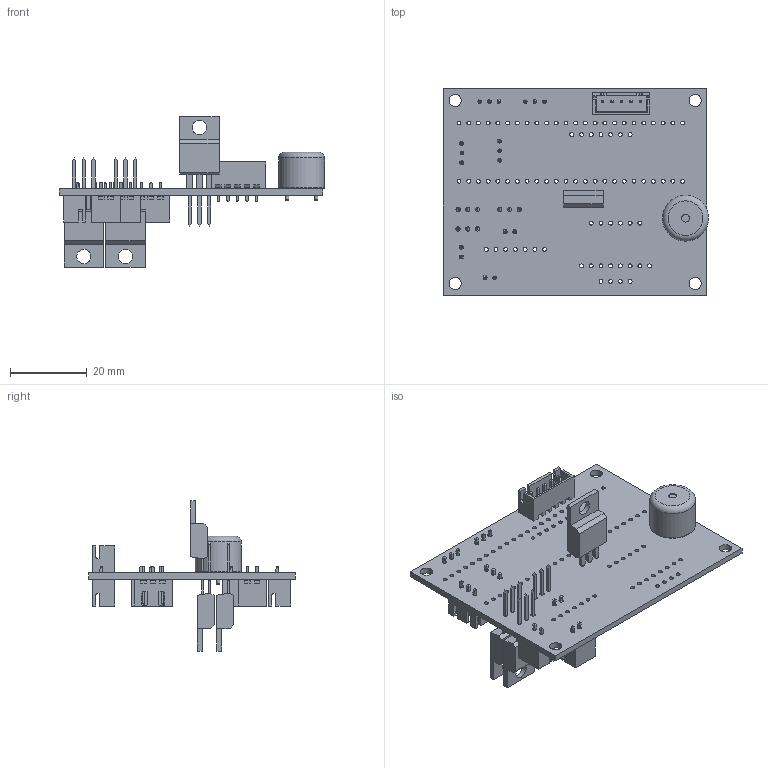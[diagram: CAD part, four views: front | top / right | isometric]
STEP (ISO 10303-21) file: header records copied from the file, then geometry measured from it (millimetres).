
FILE_DESCRIPTION(('KiCad electronic assembly'),'2;1');
FILE_NAME('TADPOL PCB.STEP','2023-11-16T12:11:57',('Pcbnew'),('Kicad'), 'Open CASCADE STEP processor 7.7','KiCad to STEP converter','Unknown' );
FILE_SCHEMA(('AUTOMOTIVE_DESIGN { 1 0 10303 214 1 1 1 1 }'));
Length unit declared in the file: millimetre
Products named in the file (12): TADPOL PCB 1; TO-220-3_Vertical; SOLID; JST_XH_B5B-XH-A_1x05_P2.50mm_Vertical; Buzzer_12x9.5RM7.6; JST_XH_B3B-XH-A_1x03_P2.50mm_Vertical; JST_XH_B2B-XH-A_1x02_P2.50mm_Vertical; TADPOL PCB PCB
Assembly tree (19 placements, depth 3):
  TADPOL PCB 1
    TO-220-3_Vertical  x4
      SOLID
    JST_XH_B5B-XH-A_1x05_P2.50mm_Vertical
      SOLID
    Buzzer_12x9.5RM7.6
      SOLID
    JST_XH_B3B-XH-A_1x03_P2.50mm_Vertical  x4
      SOLID
    JST_XH_B2B-XH-A_1x02_P2.50mm_Vertical  x3
      SOLID
    TADPOL PCB PCB
Bounding box: 69.26 x 53.85 x 39.25 mm (x, y, z)
Volume: 10303.4 mm3; surface area: 15187.3 mm2
Topology: 14 solids, 14 shells, 1232 faces, 3325 edges, 2170 vertices
Faces by surface type: plane 1067, cylinder 161, torus 4
Full cylindrical faces by diameter (mm): 0.9 x2, 0.95 x17, 1 x8, 1.02 x80, 1.1 x12, 2 x1, 3.2 x4, 3.735 x4, 12 x1
Entity records: 41467 total; most frequent: CARTESIAN_POINT 7579, DIRECTION 5710, LINE 3958, VECTOR 3958, ORIENTED_EDGE 3012, PCURVE 3012, DEFINITIONAL_REPRESENTATION 3012, EDGE_CURVE 1506
